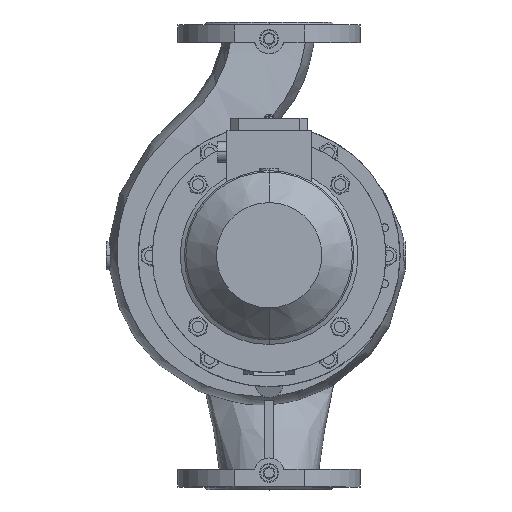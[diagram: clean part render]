
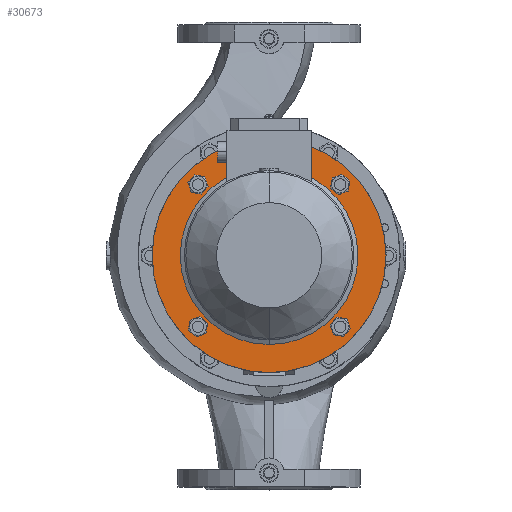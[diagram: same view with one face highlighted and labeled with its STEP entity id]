
A CAD part, top view. The second image highlights one B-rep face of the part: STEP entity #30673.
In plain terms, the highlighted planar face has unit normal (0, 0, 1).
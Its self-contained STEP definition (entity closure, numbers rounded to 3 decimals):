
#119 = AXIS2_PLACEMENT_3D ( 'NONE', #3028, #26012, #8228 ) ;
#650 = EDGE_CURVE ( 'NONE', #23373, #13575, #25273, .T. ) ;
#851 = EDGE_CURVE ( 'NONE', #21131, #25596, #28908, .T. ) ;
#1123 = ORIENTED_EDGE ( 'NONE', *, *, #32287, .T. ) ;
#1498 = CARTESIAN_POINT ( 'NONE',  ( 0., 95., 180. ) ) ;
#1662 = CARTESIAN_POINT ( 'NONE',  ( 76.014, -76.014, 180. ) ) ;
#2139 = EDGE_LOOP ( 'NONE', ( #27016, #3020 ) ) ;
#2195 = DIRECTION ( 'NONE',  ( 0., 0., 1. ) ) ;
#2524 = PLANE ( 'NONE',  #3705 ) ;
#2577 = DIRECTION ( 'NONE',  ( 0., -1., 0. ) ) ;
#2860 = AXIS2_PLACEMENT_3D ( 'NONE', #29724, #32309, #16801 ) ;
#2870 = CARTESIAN_POINT ( 'NONE',  ( -76.014, -76.014, 180. ) ) ;
#3020 = ORIENTED_EDGE ( 'NONE', *, *, #650, .T. ) ;
#3028 = CARTESIAN_POINT ( 'NONE',  ( 0., 0., 180. ) ) ;
#3329 = VERTEX_POINT ( 'NONE', #31206 ) ;
#3705 = AXIS2_PLACEMENT_3D ( 'NONE', #17961, #2195, #17637 ) ;
#3753 = DIRECTION ( 'NONE',  ( 0., 0., -1. ) ) ;
#4039 = EDGE_LOOP ( 'NONE', ( #26532, #19948 ) ) ;
#4888 = FACE_BOUND ( 'NONE', #25203, .T. ) ;
#5426 = ORIENTED_EDGE ( 'NONE', *, *, #851, .T. ) ;
#6276 = AXIS2_PLACEMENT_3D ( 'NONE', #1662, #19830, #9595 ) ;
#6332 = EDGE_LOOP ( 'NONE', ( #23394, #32868 ) ) ;
#7252 = CIRCLE ( 'NONE', #29233, 9.025 ) ;
#7672 = EDGE_LOOP ( 'NONE', ( #19478, #17123 ) ) ;
#7697 = VERTEX_POINT ( 'NONE', #19085 ) ;
#8194 = CARTESIAN_POINT ( 'NONE',  ( 0., 0., 180. ) ) ;
#8228 = DIRECTION ( 'NONE',  ( 0., 1., 0. ) ) ;
#8795 = EDGE_CURVE ( 'NONE', #3329, #24910, #9247, .T. ) ;
#8984 = VERTEX_POINT ( 'NONE', #19746 ) ;
#9247 = CIRCLE ( 'NONE', #21439, 9.025 ) ;
#9595 = DIRECTION ( 'NONE',  ( 0., -1., 0. ) ) ;
#10853 = AXIS2_PLACEMENT_3D ( 'NONE', #19284, #3753, #26958 ) ;
#10941 = CARTESIAN_POINT ( 'NONE',  ( 0., 0., 180. ) ) ;
#11226 = CARTESIAN_POINT ( 'NONE',  ( 76.014, 76.014, 180. ) ) ;
#12131 = ORIENTED_EDGE ( 'NONE', *, *, #27417, .T. ) ;
#12355 = VERTEX_POINT ( 'NONE', #16908 ) ;
#12467 = CIRCLE ( 'NONE', #27282, 9.025 ) ;
#13059 = DIRECTION ( 'NONE',  ( 0., -1., 0. ) ) ;
#13575 = VERTEX_POINT ( 'NONE', #1498 ) ;
#13728 = CARTESIAN_POINT ( 'NONE',  ( -76.014, 76.014, 180. ) ) ;
#13858 = DIRECTION ( 'NONE',  ( 0., 1., 0. ) ) ;
#14004 = VERTEX_POINT ( 'NONE', #24711 ) ;
#14088 = CIRCLE ( 'NONE', #16232, 95. ) ;
#14333 = CARTESIAN_POINT ( 'NONE',  ( -74.447, -67.126, 180. ) ) ;
#15159 = DIRECTION ( 'NONE',  ( 0., -1., 0. ) ) ;
#15395 = CARTESIAN_POINT ( 'NONE',  ( -77.581, -84.902, 180. ) ) ;
#15905 = DIRECTION ( 'NONE',  ( 0., 0., -1. ) ) ;
#16232 = AXIS2_PLACEMENT_3D ( 'NONE', #8194, #26311, #13858 ) ;
#16652 = FACE_OUTER_BOUND ( 'NONE', #4039, .T. ) ;
#16781 = EDGE_CURVE ( 'NONE', #12355, #8984, #25940, .T. ) ;
#16801 = DIRECTION ( 'NONE',  ( 0., -1., 0. ) ) ;
#16884 = AXIS2_PLACEMENT_3D ( 'NONE', #22986, #33519, #15159 ) ;
#16908 = CARTESIAN_POINT ( 'NONE',  ( -67.126, 74.447, 180. ) ) ;
#16959 = DIRECTION ( 'NONE',  ( 0., 1., 0. ) ) ;
#17123 = ORIENTED_EDGE ( 'NONE', *, *, #19464, .T. ) ;
#17474 = CARTESIAN_POINT ( 'NONE',  ( 84.902, -77.581, 180. ) ) ;
#17480 = EDGE_CURVE ( 'NONE', #14004, #33617, #29566, .T. ) ;
#17496 = CARTESIAN_POINT ( 'NONE',  ( 74.447, 67.126, 180. ) ) ;
#17637 = DIRECTION ( 'NONE',  ( 0., -1., 0. ) ) ;
#17961 = CARTESIAN_POINT ( 'NONE',  ( 0., 125., 180. ) ) ;
#18130 = DIRECTION ( 'NONE',  ( 0., 0., -1. ) ) ;
#18193 = CIRCLE ( 'NONE', #2860, 9.025 ) ;
#18354 = CARTESIAN_POINT ( 'NONE',  ( 76.014, -76.014, 180. ) ) ;
#18863 = DIRECTION ( 'NONE',  ( 0., 0., -1. ) ) ;
#19085 = CARTESIAN_POINT ( 'NONE',  ( 67.126, -74.447, 180. ) ) ;
#19100 = AXIS2_PLACEMENT_3D ( 'NONE', #13728, #24254, #29607 ) ;
#19284 = CARTESIAN_POINT ( 'NONE',  ( 0., 0., 180. ) ) ;
#19464 = EDGE_CURVE ( 'NONE', #31163, #7697, #19591, .T. ) ;
#19478 = ORIENTED_EDGE ( 'NONE', *, *, #26596, .T. ) ;
#19591 = CIRCLE ( 'NONE', #6276, 9.025 ) ;
#19746 = CARTESIAN_POINT ( 'NONE',  ( -84.902, 77.581, 180. ) ) ;
#19830 = DIRECTION ( 'NONE',  ( 0., 0., -1. ) ) ;
#19920 = FACE_BOUND ( 'NONE', #2139, .T. ) ;
#19948 = ORIENTED_EDGE ( 'NONE', *, *, #30948, .F. ) ;
#20312 = FACE_BOUND ( 'NONE', #28390, .T. ) ;
#20560 = DIRECTION ( 'NONE',  ( 0., 0., -1. ) ) ;
#21131 = VERTEX_POINT ( 'NONE', #14333 ) ;
#21439 = AXIS2_PLACEMENT_3D ( 'NONE', #11226, #24130, #32077 ) ;
#22812 = CARTESIAN_POINT ( 'NONE',  ( 76.014, 76.014, 180. ) ) ;
#22986 = CARTESIAN_POINT ( 'NONE',  ( -76.014, 76.014, 180. ) ) ;
#23373 = VERTEX_POINT ( 'NONE', #31488 ) ;
#23394 = ORIENTED_EDGE ( 'NONE', *, *, #16781, .T. ) ;
#23539 = FACE_BOUND ( 'NONE', #6332, .T. ) ;
#24130 = DIRECTION ( 'NONE',  ( 0., 0., -1. ) ) ;
#24254 = DIRECTION ( 'NONE',  ( 0., 0., -1. ) ) ;
#24294 = AXIS2_PLACEMENT_3D ( 'NONE', #10941, #18863, #16959 ) ;
#24711 = CARTESIAN_POINT ( 'NONE',  ( 0., 125., 180. ) ) ;
#24910 = VERTEX_POINT ( 'NONE', #17496 ) ;
#25203 = EDGE_LOOP ( 'NONE', ( #12131, #28632 ) ) ;
#25273 = CIRCLE ( 'NONE', #24294, 95. ) ;
#25596 = VERTEX_POINT ( 'NONE', #15395 ) ;
#25940 = CIRCLE ( 'NONE', #16884, 9.025 ) ;
#26012 = DIRECTION ( 'NONE',  ( 0., 0., -1. ) ) ;
#26311 = DIRECTION ( 'NONE',  ( 0., 0., -1. ) ) ;
#26518 = CARTESIAN_POINT ( 'NONE',  ( 0., -125., 180. ) ) ;
#26532 = ORIENTED_EDGE ( 'NONE', *, *, #17480, .F. ) ;
#26596 = EDGE_CURVE ( 'NONE', #7697, #31163, #7252, .T. ) ;
#26955 = EDGE_CURVE ( 'NONE', #13575, #23373, #14088, .T. ) ;
#26958 = DIRECTION ( 'NONE',  ( 0., 1., 0. ) ) ;
#27016 = ORIENTED_EDGE ( 'NONE', *, *, #26955, .T. ) ;
#27282 = AXIS2_PLACEMENT_3D ( 'NONE', #22812, #20560, #28448 ) ;
#27417 = EDGE_CURVE ( 'NONE', #24910, #3329, #12467, .T. ) ;
#28390 = EDGE_LOOP ( 'NONE', ( #5426, #1123 ) ) ;
#28448 = DIRECTION ( 'NONE',  ( 0., -1., 0. ) ) ;
#28632 = ORIENTED_EDGE ( 'NONE', *, *, #8795, .T. ) ;
#28875 = AXIS2_PLACEMENT_3D ( 'NONE', #2870, #15905, #13059 ) ;
#28908 = CIRCLE ( 'NONE', #28875, 9.025 ) ;
#29198 = CIRCLE ( 'NONE', #10853, 125. ) ;
#29233 = AXIS2_PLACEMENT_3D ( 'NONE', #18354, #18130, #2577 ) ;
#29566 = CIRCLE ( 'NONE', #119, 125. ) ;
#29607 = DIRECTION ( 'NONE',  ( 0., -1., 0. ) ) ;
#29724 = CARTESIAN_POINT ( 'NONE',  ( -76.014, -76.014, 180. ) ) ;
#30019 = FACE_BOUND ( 'NONE', #7672, .T. ) ;
#30257 = EDGE_CURVE ( 'NONE', #8984, #12355, #30844, .T. ) ;
#30673 = ADVANCED_FACE ( 'NONE', ( #23539, #4888, #30019, #20312, #19920, #16652 ), #2524, .T. ) ;
#30844 = CIRCLE ( 'NONE', #19100, 9.025 ) ;
#30948 = EDGE_CURVE ( 'NONE', #33617, #14004, #29198, .T. ) ;
#31163 = VERTEX_POINT ( 'NONE', #17474 ) ;
#31206 = CARTESIAN_POINT ( 'NONE',  ( 77.581, 84.902, 180. ) ) ;
#31488 = CARTESIAN_POINT ( 'NONE',  ( 0., -95., 180. ) ) ;
#32077 = DIRECTION ( 'NONE',  ( 0., -1., 0. ) ) ;
#32287 = EDGE_CURVE ( 'NONE', #25596, #21131, #18193, .T. ) ;
#32309 = DIRECTION ( 'NONE',  ( 0., 0., -1. ) ) ;
#32868 = ORIENTED_EDGE ( 'NONE', *, *, #30257, .T. ) ;
#33519 = DIRECTION ( 'NONE',  ( 0., 0., -1. ) ) ;
#33617 = VERTEX_POINT ( 'NONE', #26518 ) ;
